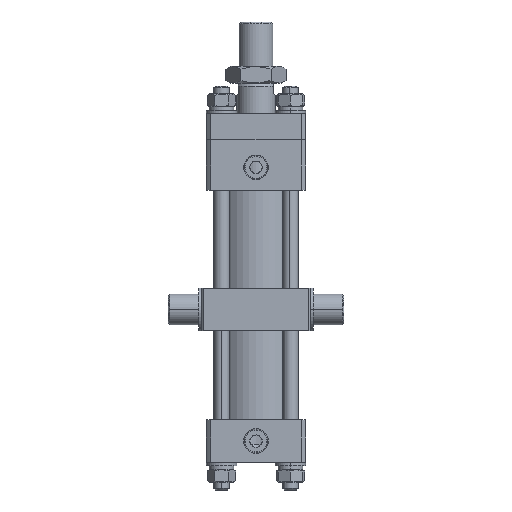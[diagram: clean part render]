
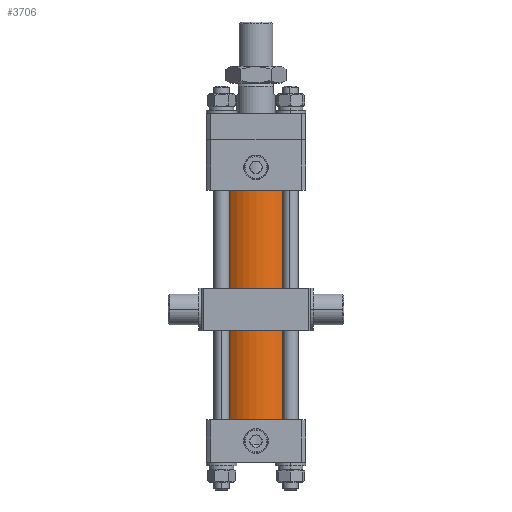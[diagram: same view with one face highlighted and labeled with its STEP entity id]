
A CAD part, front view. The second image highlights one B-rep face of the part: STEP entity #3706.
In plain terms, the highlighted cylindrical face has radius 25 mm (diameter 50 mm), a partial arc.
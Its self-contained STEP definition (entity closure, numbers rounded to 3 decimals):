
#910 = EDGE_CURVE ( 'NONE', #4673, #4675, #8228, .T. ) ;
#912 = EDGE_CURVE ( 'NONE', #4671, #4676, #8237, .T. ) ;
#914 = EDGE_CURVE ( 'NONE', #4671, #4673, #8240, .T. ) ;
#916 = EDGE_CURVE ( 'NONE', #4676, #4675, #8242, .T. ) ;
#3706 = ADVANCED_FACE ( 'NONE', ( #8436 ), #8440, .T. ) ;
#4671 = VERTEX_POINT ( 'NONE', #6930 ) ;
#4673 = VERTEX_POINT ( 'NONE', #6933 ) ;
#4675 = VERTEX_POINT ( 'NONE', #6937 ) ;
#4676 = VERTEX_POINT ( 'NONE', #6939 ) ;
#4970 = ORIENTED_EDGE ( 'NONE', *, *, #910, .F. ) ;
#4971 = ORIENTED_EDGE ( 'NONE', *, *, #914, .F. ) ;
#4972 = ORIENTED_EDGE ( 'NONE', *, *, #912, .T. ) ;
#4973 = ORIENTED_EDGE ( 'NONE', *, *, #916, .T. ) ;
#6222 = DIRECTION ( 'NONE',  ( -1., 0., 0. ) ) ;
#6228 = DIRECTION ( 'NONE',  ( 0., 0., -1. ) ) ;
#6229 = CARTESIAN_POINT ( 'NONE',  ( 0., 0., 150. ) ) ;
#6922 = AXIS2_PLACEMENT_3D ( 'NONE', #8734, #8735, #8736 ) ;
#6927 = AXIS2_PLACEMENT_3D ( 'NONE', #8742, #8743, #8744 ) ;
#6930 = CARTESIAN_POINT ( 'NONE',  ( -25., 0., 150. ) ) ;
#6933 = CARTESIAN_POINT ( 'NONE',  ( 25., 0., 150. ) ) ;
#6937 = CARTESIAN_POINT ( 'NONE',  ( 25., 0., 0. ) ) ;
#6939 = CARTESIAN_POINT ( 'NONE',  ( -25., 0., 0. ) ) ;
#7051 = AXIS2_PLACEMENT_3D ( 'NONE', #6229, #6228, #6222 ) ;
#7351 = EDGE_LOOP ( 'NONE', ( #4970, #4971, #4972, #4973 ) ) ;
#8228 = LINE ( 'NONE', #8723, #8236 ) ;
#8236 = VECTOR ( 'NONE', #8718, 1000. ) ;
#8237 = LINE ( 'NONE', #8727, #8239 ) ;
#8239 = VECTOR ( 'NONE', #8722, 1000. ) ;
#8240 = CIRCLE ( 'NONE', #6922, 25. ) ;
#8242 = CIRCLE ( 'NONE', #6927, 25. ) ;
#8436 = FACE_OUTER_BOUND ( 'NONE', #7351, .T. ) ;
#8440 = CYLINDRICAL_SURFACE ( 'NONE', #7051, 25. ) ;
#8718 = DIRECTION ( 'NONE',  ( 0., 0., -1. ) ) ;
#8722 = DIRECTION ( 'NONE',  ( 0., 0., -1. ) ) ;
#8723 = CARTESIAN_POINT ( 'NONE',  ( 25., 0., 150. ) ) ;
#8727 = CARTESIAN_POINT ( 'NONE',  ( -25., 0., 150. ) ) ;
#8734 = CARTESIAN_POINT ( 'NONE',  ( 0., 0., 150. ) ) ;
#8735 = DIRECTION ( 'NONE',  ( 0., 0., 1. ) ) ;
#8736 = DIRECTION ( 'NONE',  ( 1., 0., 0. ) ) ;
#8742 = CARTESIAN_POINT ( 'NONE',  ( 0., 0., 0. ) ) ;
#8743 = DIRECTION ( 'NONE',  ( 0., 0., 1. ) ) ;
#8744 = DIRECTION ( 'NONE',  ( 1., 0., 0. ) ) ;
